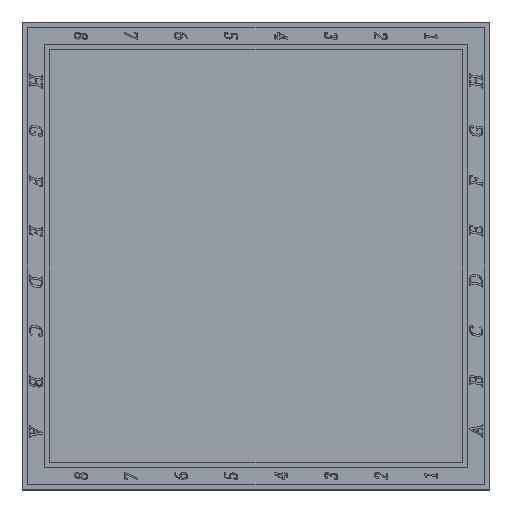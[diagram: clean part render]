
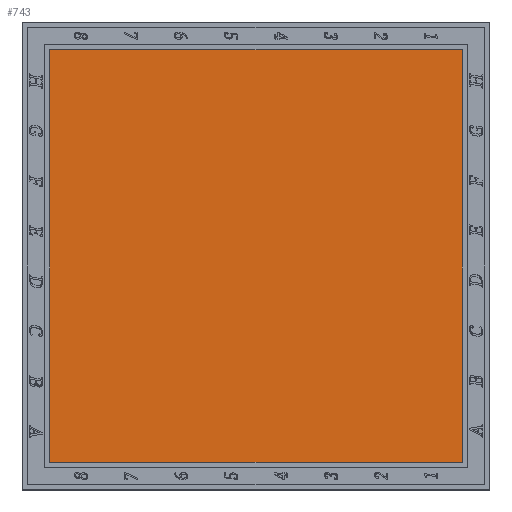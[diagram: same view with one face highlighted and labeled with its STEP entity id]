
A CAD part, top view. The second image highlights one B-rep face of the part: STEP entity #743.
In plain terms, the highlighted planar face has unit normal (0, 0, 1).
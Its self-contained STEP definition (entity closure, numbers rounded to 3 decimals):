
#249=FACE_OUTER_BOUND('',#1663,.T.);
#743=ADVANCED_FACE('',(#249),#1250,.F.);
#1250=PLANE('',#9662);
#1663=EDGE_LOOP('',(#4282,#4283,#4284,#4285));
#2436=LINE('',#13292,#3166);
#2437=LINE('',#13295,#3167);
#2438=LINE('',#13297,#3168);
#2439=LINE('',#13299,#3169);
#3166=VECTOR('',#10256,1.);
#3167=VECTOR('',#10257,1.);
#3168=VECTOR('',#10258,1.);
#3169=VECTOR('',#10259,1.);
#4282=ORIENTED_EDGE('',*,*,#7882,.T.);
#4283=ORIENTED_EDGE('',*,*,#7883,.T.);
#4284=ORIENTED_EDGE('',*,*,#7884,.T.);
#4285=ORIENTED_EDGE('',*,*,#7885,.T.);
#6962=VERTEX_POINT('',#13293);
#6963=VERTEX_POINT('',#13294);
#6964=VERTEX_POINT('',#13296);
#6965=VERTEX_POINT('',#13298);
#7882=EDGE_CURVE('',#6962,#6963,#2436,.T.);
#7883=EDGE_CURVE('',#6963,#6964,#2437,.T.);
#7884=EDGE_CURVE('',#6964,#6965,#2438,.T.);
#7885=EDGE_CURVE('',#6965,#6962,#2439,.T.);
#9662=AXIS2_PLACEMENT_3D('',#13300,#10260,#10261);
#10256=DIRECTION('',(0.,-1.,0.));
#10257=DIRECTION('',(1.,0.,0.));
#10258=DIRECTION('',(0.,1.,0.));
#10259=DIRECTION('',(-1.,0.,0.));
#10260=DIRECTION('',(0.,0.,-1.));
#10261=DIRECTION('',(-1.,0.,0.));
#13292=CARTESIAN_POINT('',(-28.1,0.,-15.));
#13293=CARTESIAN_POINT('',(-28.1,343.1,-15.));
#13294=CARTESIAN_POINT('',(-28.1,-28.1,-15.));
#13295=CARTESIAN_POINT('',(0.,-28.1,-15.));
#13296=CARTESIAN_POINT('',(343.1,-28.1,-15.));
#13297=CARTESIAN_POINT('',(343.1,0.,-15.));
#13298=CARTESIAN_POINT('',(343.1,343.1,-15.));
#13299=CARTESIAN_POINT('',(0.,343.1,-15.));
#13300=CARTESIAN_POINT('',(0.,0.,-15.));
